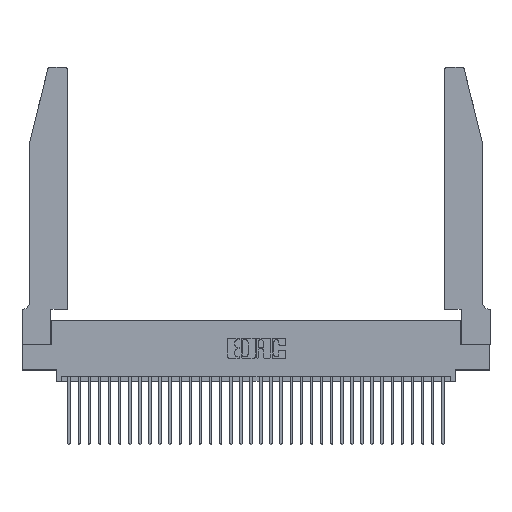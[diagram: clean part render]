
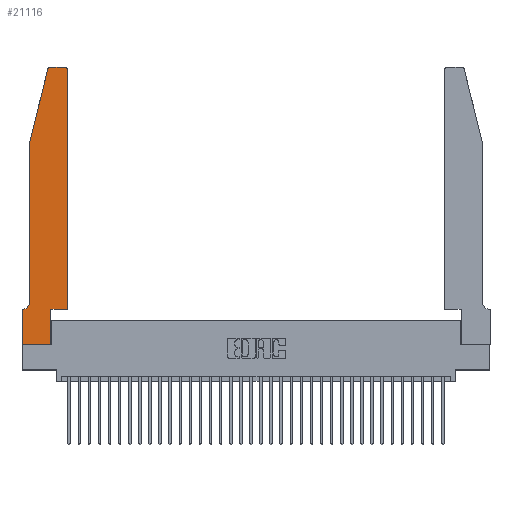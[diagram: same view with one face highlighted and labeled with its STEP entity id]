
A CAD part, top view. The second image highlights one B-rep face of the part: STEP entity #21116.
In plain terms, the highlighted planar face has unit normal (0, 0, 1).
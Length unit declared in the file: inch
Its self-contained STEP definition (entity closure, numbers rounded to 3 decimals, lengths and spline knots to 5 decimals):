
#95 = EDGE_CURVE ( 'NONE', #17426, #29182, #22092, .T. ) ;
#1343 = CIRCLE ( 'NONE', #20608, 0.03 ) ;
#1444 = ORIENTED_EDGE ( 'NONE', *, *, #14593, .T. ) ;
#2007 = ORIENTED_EDGE ( 'NONE', *, *, #14405, .T. ) ;
#2202 = ORIENTED_EDGE ( 'NONE', *, *, #5621, .T. ) ;
#2755 = CARTESIAN_POINT ( 'NONE',  ( 0.0755, 2., 0.37 ) ) ;
#2918 = VERTEX_POINT ( 'NONE', #10658 ) ;
#3024 = CIRCLE ( 'NONE', #3651, 0.07 ) ;
#3026 = DIRECTION ( 'NONE',  ( 0., 1., 0. ) ) ;
#3381 = CARTESIAN_POINT ( 'NONE',  ( 0.284, 2.75, 0.37 ) ) ;
#3651 = AXIS2_PLACEMENT_3D ( 'NONE', #31575, #23252, #20627 ) ;
#4028 = CARTESIAN_POINT ( 'NONE',  ( 0.2865, 0.35, 0.37 ) ) ;
#4082 = CARTESIAN_POINT ( 'NONE',  ( 0.0755, 0.42, 0.37 ) ) ;
#4244 = EDGE_CURVE ( 'NONE', #5007, #29691, #7064, .T. ) ;
#4415 = CARTESIAN_POINT ( 'NONE',  ( 0.0755, 2., 0.37 ) ) ;
#4541 = DIRECTION ( 'NONE',  ( -0.239, -0.971, 0. ) ) ;
#4569 = ORIENTED_EDGE ( 'NONE', *, *, #95, .T. ) ;
#5007 = VERTEX_POINT ( 'NONE', #34346 ) ;
#5621 = EDGE_CURVE ( 'NONE', #11389, #17426, #33421, .T. ) ;
#6122 = DIRECTION ( 'NONE',  ( -1., 0., 0. ) ) ;
#6286 = ORIENTED_EDGE ( 'NONE', *, *, #13840, .T. ) ;
#6509 = DIRECTION ( 'NONE',  ( 0., -1., 0. ) ) ;
#6614 = LINE ( 'NONE', #4415, #13504 ) ;
#6671 = DIRECTION ( 'NONE',  ( 1., 0., 0. ) ) ;
#6737 = VERTEX_POINT ( 'NONE', #4082 ) ;
#6909 = CARTESIAN_POINT ( 'NONE',  ( 0., 0., 0.37 ) ) ;
#6934 = DIRECTION ( 'NONE',  ( 1., 0., 0. ) ) ;
#7064 = LINE ( 'NONE', #18317, #27506 ) ;
#7516 = DIRECTION ( 'NONE',  ( 0., 0., 1. ) ) ;
#7692 = VERTEX_POINT ( 'NONE', #10693 ) ;
#7809 = CARTESIAN_POINT ( 'NONE',  ( 0.4205, 2.72, 0.37 ) ) ;
#7986 = CARTESIAN_POINT ( 'NONE',  ( 0.25487, 2.72718, 0.37 ) ) ;
#8162 = DIRECTION ( 'NONE',  ( 0., 1., 0. ) ) ;
#8603 = CARTESIAN_POINT ( 'NONE',  ( 0., 0., 0.37 ) ) ;
#9411 = VECTOR ( 'NONE', #8162, 39.37008 ) ;
#9532 = AXIS2_PLACEMENT_3D ( 'NONE', #23242, #17398, #6934 ) ;
#9570 = ORIENTED_EDGE ( 'NONE', *, *, #34452, .T. ) ;
#10658 = CARTESIAN_POINT ( 'NONE',  ( 0.2865, 0., 0.37 ) ) ;
#10693 = CARTESIAN_POINT ( 'NONE',  ( 0.0755, 2., 0.37 ) ) ;
#10704 = LINE ( 'NONE', #16328, #9411 ) ;
#10909 = VECTOR ( 'NONE', #23788, 39.37008 ) ;
#11389 = VERTEX_POINT ( 'NONE', #4028 ) ;
#11494 = CIRCLE ( 'NONE', #32399, 0.03 ) ;
#12530 = VECTOR ( 'NONE', #6509, 39.37008 ) ;
#12647 = CARTESIAN_POINT ( 'NONE',  ( 0.4505, 0.35, 0.37 ) ) ;
#13069 = CARTESIAN_POINT ( 'NONE',  ( 0., 0.35, 0.37 ) ) ;
#13504 = VECTOR ( 'NONE', #4541, 39.37008 ) ;
#13840 = EDGE_CURVE ( 'NONE', #6737, #5007, #3024, .T. ) ;
#14166 = CARTESIAN_POINT ( 'NONE',  ( 0.4205, 2.75, 0.37 ) ) ;
#14405 = EDGE_CURVE ( 'NONE', #28553, #2918, #23815, .T. ) ;
#14593 = EDGE_CURVE ( 'NONE', #29182, #30670, #11494, .T. ) ;
#14709 = ORIENTED_EDGE ( 'NONE', *, *, #25342, .T. ) ;
#15254 = CARTESIAN_POINT ( 'NONE',  ( 0.4505, 0.35, 0.37 ) ) ;
#15479 = CARTESIAN_POINT ( 'NONE',  ( 0.284, 2.72, 0.37 ) ) ;
#15602 = DIRECTION ( 'NONE',  ( 1., 0., 0. ) ) ;
#15796 = EDGE_CURVE ( 'NONE', #7692, #6737, #30923, .T. ) ;
#16045 = LINE ( 'NONE', #33228, #22442 ) ;
#16328 = CARTESIAN_POINT ( 'NONE',  ( 0.2865, 0.35, 0.37 ) ) ;
#16409 = DIRECTION ( 'NONE',  ( 0., -1., 0. ) ) ;
#16529 = FACE_OUTER_BOUND ( 'NONE', #29875, .T. ) ;
#17031 = DIRECTION ( 'NONE',  ( -1., 0., 0. ) ) ;
#17398 = DIRECTION ( 'NONE',  ( 0., 0., 1. ) ) ;
#17426 = VERTEX_POINT ( 'NONE', #15254 ) ;
#17669 = EDGE_CURVE ( 'NONE', #29691, #28553, #32939, .T. ) ;
#18317 = CARTESIAN_POINT ( 'NONE',  ( 0.0755, 0.35, 0.37 ) ) ;
#19750 = DIRECTION ( 'NONE',  ( 1., 0., 0. ) ) ;
#20091 = CARTESIAN_POINT ( 'NONE',  ( 0., 0., 0.37 ) ) ;
#20608 = AXIS2_PLACEMENT_3D ( 'NONE', #15479, #7516, #15602 ) ;
#20627 = DIRECTION ( 'NONE',  ( -1., 0., 0. ) ) ;
#21092 = VERTEX_POINT ( 'NONE', #3381 ) ;
#21116 = ADVANCED_FACE ( 'NONE', ( #16529 ), #34187, .T. ) ;
#21249 = DIRECTION ( 'NONE',  ( 0., 0., 1. ) ) ;
#21417 = VERTEX_POINT ( 'NONE', #7986 ) ;
#21617 = CARTESIAN_POINT ( 'NONE',  ( 0.4505, 0.35, 0.37 ) ) ;
#22092 = LINE ( 'NONE', #21617, #33995 ) ;
#22442 = VECTOR ( 'NONE', #17031, 39.37008 ) ;
#23242 = CARTESIAN_POINT ( 'NONE',  ( 0., 0.35, 0.37 ) ) ;
#23252 = DIRECTION ( 'NONE',  ( 0., 0., -1. ) ) ;
#23383 = ORIENTED_EDGE ( 'NONE', *, *, #15796, .T. ) ;
#23688 = VECTOR ( 'NONE', #16409, 39.37008 ) ;
#23788 = DIRECTION ( 'NONE',  ( 1., 0., 0. ) ) ;
#23815 = LINE ( 'NONE', #6909, #34493 ) ;
#25342 = EDGE_CURVE ( 'NONE', #2918, #11389, #10704, .T. ) ;
#27295 = EDGE_CURVE ( 'NONE', #30670, #21092, #16045, .T. ) ;
#27506 = VECTOR ( 'NONE', #6122, 39.37008 ) ;
#27828 = ORIENTED_EDGE ( 'NONE', *, *, #27295, .T. ) ;
#28553 = VERTEX_POINT ( 'NONE', #8603 ) ;
#29182 = VERTEX_POINT ( 'NONE', #33386 ) ;
#29691 = VERTEX_POINT ( 'NONE', #13069 ) ;
#29875 = EDGE_LOOP ( 'NONE', ( #27828, #32349, #9570, #23383, #6286, #35268, #31010, #2007, #14709, #2202, #4569, #1444 ) ) ;
#30239 = EDGE_CURVE ( 'NONE', #21092, #21417, #1343, .T. ) ;
#30670 = VERTEX_POINT ( 'NONE', #14166 ) ;
#30923 = LINE ( 'NONE', #2755, #23688 ) ;
#31010 = ORIENTED_EDGE ( 'NONE', *, *, #17669, .T. ) ;
#31575 = CARTESIAN_POINT ( 'NONE',  ( 0.0055, 0.42, 0.37 ) ) ;
#32349 = ORIENTED_EDGE ( 'NONE', *, *, #30239, .T. ) ;
#32399 = AXIS2_PLACEMENT_3D ( 'NONE', #7809, #21249, #19750 ) ;
#32939 = LINE ( 'NONE', #20091, #12530 ) ;
#33228 = CARTESIAN_POINT ( 'NONE',  ( 0.2605, 2.75, 0.37 ) ) ;
#33386 = CARTESIAN_POINT ( 'NONE',  ( 0.4505, 2.72, 0.37 ) ) ;
#33421 = LINE ( 'NONE', #12647, #10909 ) ;
#33995 = VECTOR ( 'NONE', #3026, 39.37008 ) ;
#34187 = PLANE ( 'NONE',  #9532 ) ;
#34346 = CARTESIAN_POINT ( 'NONE',  ( 0.0055, 0.35, 0.37 ) ) ;
#34452 = EDGE_CURVE ( 'NONE', #21417, #7692, #6614, .T. ) ;
#34493 = VECTOR ( 'NONE', #6671, 39.37008 ) ;
#35268 = ORIENTED_EDGE ( 'NONE', *, *, #4244, .T. ) ;
